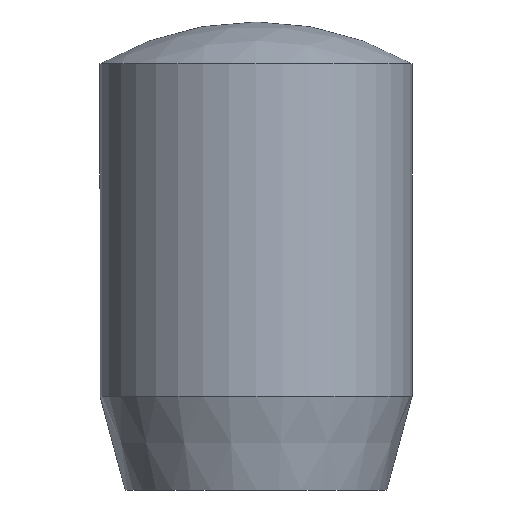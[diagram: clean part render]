
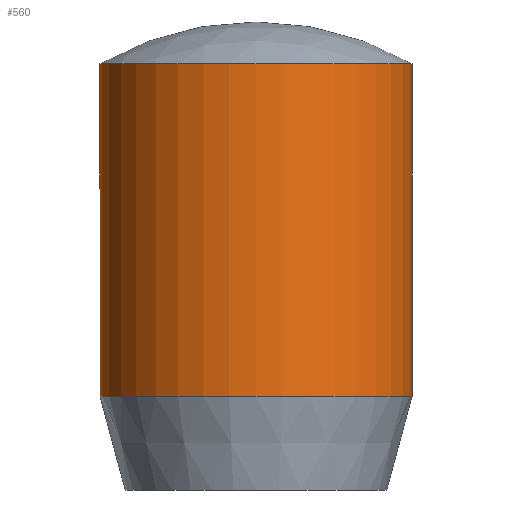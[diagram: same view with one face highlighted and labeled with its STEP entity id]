
A CAD part, front view. The second image highlights one B-rep face of the part: STEP entity #560.
In plain terms, the highlighted cylindrical face has radius 5 mm (diameter 10 mm), a partial arc.
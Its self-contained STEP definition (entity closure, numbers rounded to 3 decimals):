
#39 = AXIS2_PLACEMENT_3D ( 'NONE', #383, #821, #450 ) ;
#43 = CARTESIAN_POINT ( 'NONE',  ( -5., 0., 6.16 ) ) ;
#57 = AXIS2_PLACEMENT_3D ( 'NONE', #353, #793, #734 ) ;
#81 = CYLINDRICAL_SURFACE ( 'NONE', #57, 5. ) ;
#126 = FACE_OUTER_BOUND ( 'NONE', #761, .T. ) ;
#167 = AXIS2_PLACEMENT_3D ( 'NONE', #258, #721, #332 ) ;
#170 = VERTEX_POINT ( 'NONE', #570 ) ;
#184 = VERTEX_POINT ( 'NONE', #579 ) ;
#194 = CARTESIAN_POINT ( 'NONE',  ( 5., 0., 7.5 ) ) ;
#235 = VECTOR ( 'NONE', #837, 1000. ) ;
#245 = ORIENTED_EDGE ( 'NONE', *, *, #440, .T. ) ;
#258 = CARTESIAN_POINT ( 'NONE',  ( 0., 0., -4.5 ) ) ;
#332 = DIRECTION ( 'NONE',  ( 1., 0., 0. ) ) ;
#353 = CARTESIAN_POINT ( 'NONE',  ( 0., 0., 7.5 ) ) ;
#355 = VERTEX_POINT ( 'NONE', #43 ) ;
#383 = CARTESIAN_POINT ( 'NONE',  ( 0., 0., 6.16 ) ) ;
#389 = CIRCLE ( 'NONE', #39, 5. ) ;
#417 = LINE ( 'NONE', #719, #753 ) ;
#434 = EDGE_CURVE ( 'NONE', #184, #170, #442, .T. ) ;
#438 = EDGE_CURVE ( 'NONE', #355, #720, #417, .T. ) ;
#440 = EDGE_CURVE ( 'NONE', #720, #170, #608, .T. ) ;
#442 = LINE ( 'NONE', #194, #235 ) ;
#450 = DIRECTION ( 'NONE',  ( -1., 0., 0. ) ) ;
#512 = CARTESIAN_POINT ( 'NONE',  ( -5., 0., -4.5 ) ) ;
#537 = DIRECTION ( 'NONE',  ( 0., 0., -1. ) ) ;
#546 = ORIENTED_EDGE ( 'NONE', *, *, #758, .T. ) ;
#560 = ADVANCED_FACE ( 'NONE', ( #126 ), #81, .T. ) ;
#570 = CARTESIAN_POINT ( 'NONE',  ( 5., 0., -4.5 ) ) ;
#579 = CARTESIAN_POINT ( 'NONE',  ( 5., 0., 6.16 ) ) ;
#608 = CIRCLE ( 'NONE', #167, 5. ) ;
#704 = ORIENTED_EDGE ( 'NONE', *, *, #438, .T. ) ;
#719 = CARTESIAN_POINT ( 'NONE',  ( -5., 0., 7.5 ) ) ;
#720 = VERTEX_POINT ( 'NONE', #512 ) ;
#721 = DIRECTION ( 'NONE',  ( 0., 0., 1. ) ) ;
#734 = DIRECTION ( 'NONE',  ( -1., 0., 0. ) ) ;
#746 = ORIENTED_EDGE ( 'NONE', *, *, #434, .F. ) ;
#753 = VECTOR ( 'NONE', #537, 1000. ) ;
#758 = EDGE_CURVE ( 'NONE', #184, #355, #389, .T. ) ;
#761 = EDGE_LOOP ( 'NONE', ( #746, #546, #704, #245 ) ) ;
#793 = DIRECTION ( 'NONE',  ( 0., 0., -1. ) ) ;
#821 = DIRECTION ( 'NONE',  ( 0., 0., -1. ) ) ;
#837 = DIRECTION ( 'NONE',  ( 0., 0., -1. ) ) ;
